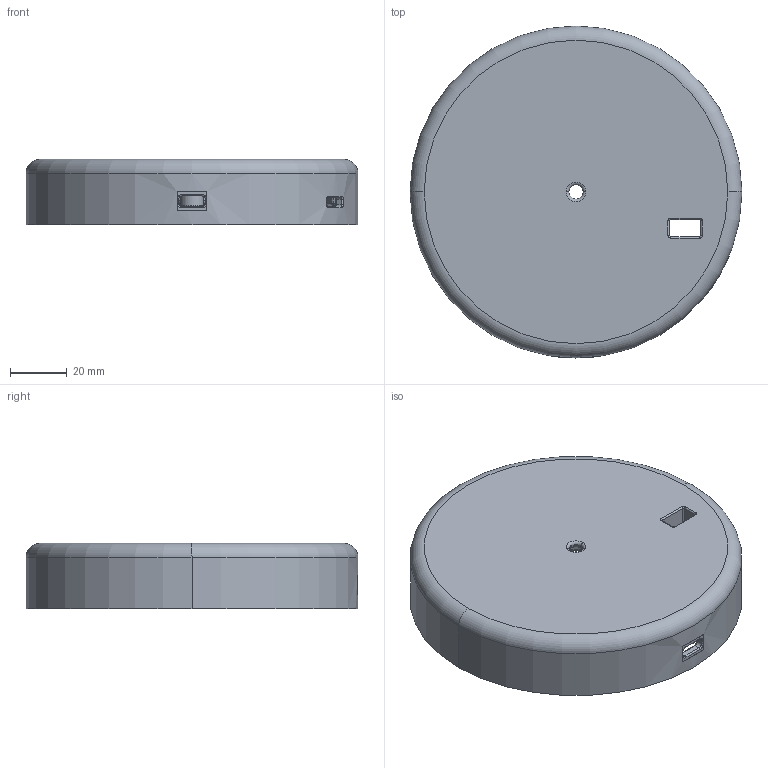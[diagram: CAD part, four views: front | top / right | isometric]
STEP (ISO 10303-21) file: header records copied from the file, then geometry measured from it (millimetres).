
FILE_DESCRIPTION (( 'STEP AP214' ), '1' );
FILE_NAME ('BASE_REV2.STEP', '2025-06-09T02:17:43', ( '' ), ( '' ), 'SwSTEP 2.0', 'SolidWorks 2024', '' );
FILE_SCHEMA (( 'AUTOMOTIVE_DESIGN' ));
Length unit declared in the file: millimetre
Products named in the file (1): BASE_REV2
Bounding box: 117 x 117 x 23 mm (x, y, z)
Volume: 96600.6 mm3; surface area: 39662.5 mm2
Topology: 1 solids, 1 shells, 445 faces, 1013 edges, 556 vertices
Faces by surface type: cylinder 188, torus 121, plane 72, sphere 52, bspline 12
Entity records: 12756 total; most frequent: CARTESIAN_POINT 2676, DIRECTION 2411, ORIENTED_EDGE 1954, AXIS2_PLACEMENT_3D 1049, EDGE_CURVE 977, CIRCLE 615, VERTEX_POINT 552, EDGE_LOOP 471
